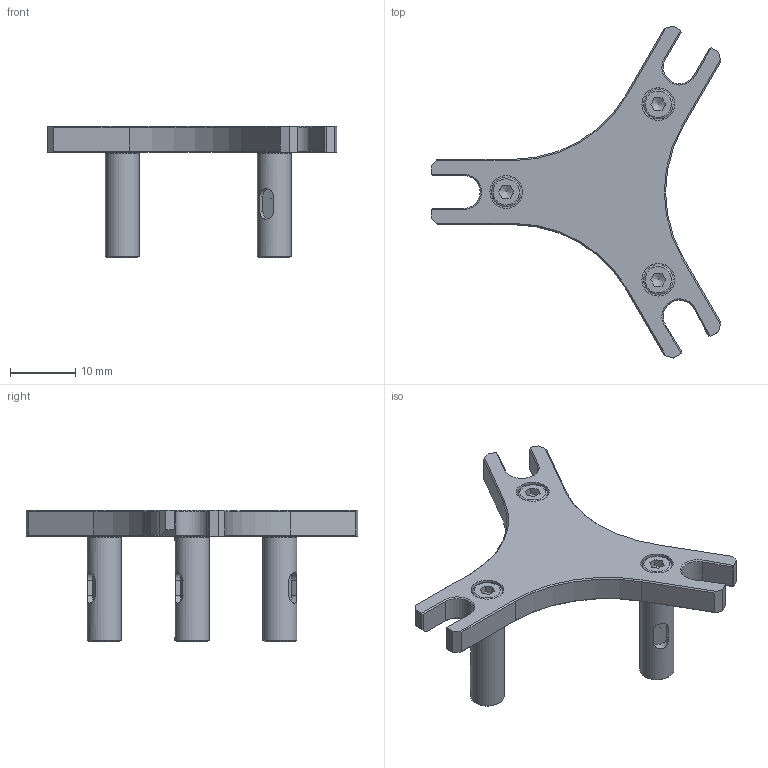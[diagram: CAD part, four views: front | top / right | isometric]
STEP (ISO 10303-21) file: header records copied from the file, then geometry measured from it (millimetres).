
FILE_DESCRIPTION(/* description */ ('ASSIEME PZP 50 - PRESSORE'),/* implementation_level */ '2;1');
FILE_NAME(/* name */ 'PZP-50-P.stp',/* time_stamp */ '2019-11-04T15:33:56+01:00',/* author */ ('Tecnico'),/* organization */ (''),/* preprocessor_version */ 'ST-DEVELOPER v17',/* originating_system */ 'Autodesk Inventor 2019',/* authorisation */ '');
FILE_SCHEMA (('AUTOMOTIVE_DESIGN { 1 0 10303 214 3 1 1 }'));
Length unit declared in the file: millimetre
Products named in the file (4): PZP-50-P; ISO 4762  - M2,5 x 5; PZP-50-PRESSORE; PZP-50-PERNO-PRESSORE
Assembly tree (7 placements, depth 2):
  PZP-50-P
    ISO 4762  - M2,5 x 5  x3
    PZP-50-PRESSORE
    PZP-50-PERNO-PRESSORE  x3
Bounding box: 44.33 x 50.77 x 20.1 mm (x, y, z)
Volume: 3702 mm3; surface area: 3970.9 mm2
Topology: 7 solids, 7 shells, 183 faces, 455 edges, 301 vertices
Faces by surface type: plane 108, cylinder 36, cone 33, torus 6
Full cylindrical faces by diameter (mm): 2.013 x3, 2.5 x6, 3 x3, 3.2 x3, 4.5 x3, 5 x3, 5.2 x3
Entity records: 3682 total; most frequent: CARTESIAN_POINT 658, DIRECTION 613, ORIENTED_EDGE 582, EDGE_CURVE 291, AXIS2_PLACEMENT_3D 205, LINE 203, VECTOR 203, VERTEX_POINT 189
